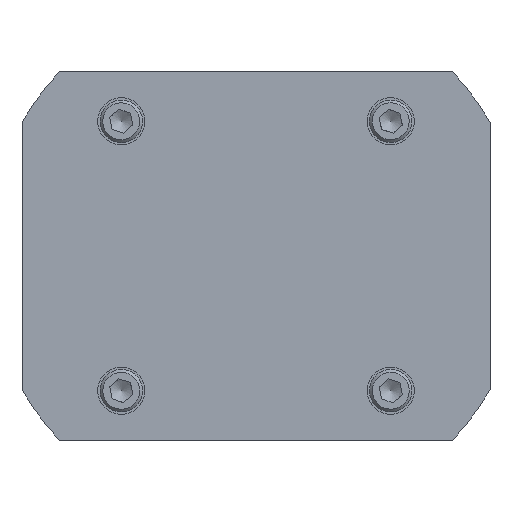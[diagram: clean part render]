
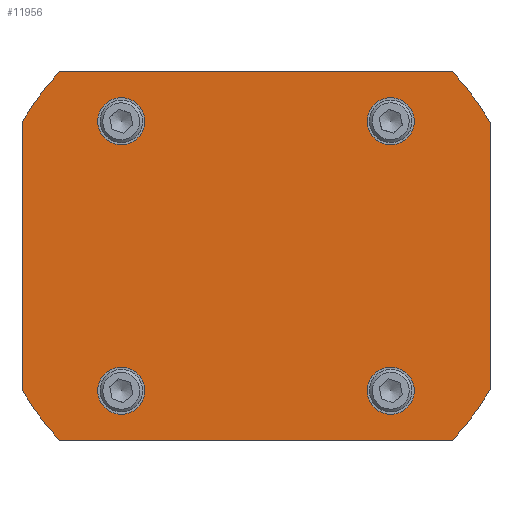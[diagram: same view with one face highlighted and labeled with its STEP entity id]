
A CAD part, front view. The second image highlights one B-rep face of the part: STEP entity #11956.
In plain terms, the highlighted planar face has unit normal (0, -1, 0).
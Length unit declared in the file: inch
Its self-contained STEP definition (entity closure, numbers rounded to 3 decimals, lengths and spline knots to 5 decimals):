
#11340=CARTESIAN_POINT('',(2.0625,0.0,1.17759));
#11341=VERTEX_POINT('',#11340);
#11350=CARTESIAN_POINT('',(2.0625,0.0,-1.17759));
#11351=VERTEX_POINT('',#11350);
#11352=CARTESIAN_POINT('',(2.0625,0.0,-1.17759));
#11353=DIRECTION('',(0.0,0.0,1.0));
#11354=VECTOR('',#11353,2.35518);
#11355=LINE('',#11352,#11354);
#11356=EDGE_CURVE('',#11351,#11341,#11355,.T.);
#11403=CARTESIAN_POINT('',(1.73205,0.0,-1.625));
#11404=VERTEX_POINT('',#11403);
#11413=CARTESIAN_POINT('',(-1.73205,0.0,-1.625));
#11414=VERTEX_POINT('',#11413);
#11415=CARTESIAN_POINT('',(-1.73205,0.0,-1.625));
#11416=DIRECTION('',(1.0,0.0,0.0));
#11417=VECTOR('',#11416,3.4641);
#11418=LINE('',#11415,#11417);
#11419=EDGE_CURVE('',#11414,#11404,#11418,.T.);
#11486=CARTESIAN_POINT('',(-2.0625,0.0,-1.17759));
#11487=VERTEX_POINT('',#11486);
#11496=CARTESIAN_POINT('',(-2.0625,0.0,1.17759));
#11497=VERTEX_POINT('',#11496);
#11498=CARTESIAN_POINT('',(-2.0625,0.0,1.17759));
#11499=DIRECTION('',(0.0,0.0,-1.0));
#11500=VECTOR('',#11499,2.35518);
#11501=LINE('',#11498,#11500);
#11502=EDGE_CURVE('',#11497,#11487,#11501,.T.);
#11579=CARTESIAN_POINT('',(-1.1875,0.0,0.98));
#11580=VERTEX_POINT('',#11579);
#11581=CARTESIAN_POINT('',(-1.1875,0.0,1.1875));
#11582=DIRECTION('',(0.0,1.0,0.0));
#11583=DIRECTION('',(0.0,0.0,-1.0));
#11584=AXIS2_PLACEMENT_3D('',#11581,#11582,#11583);
#11585=CIRCLE('',#11584,0.2075);
#11586=EDGE_CURVE('',#11580,#11580,#11585,.T.);
#11648=CARTESIAN_POINT('',(-0.98,0.0,-1.1875));
#11649=VERTEX_POINT('',#11648);
#11650=CARTESIAN_POINT('',(-1.1875,0.0,-1.1875));
#11651=DIRECTION('',(0.0,1.0,0.0));
#11652=DIRECTION('',(1.0,0.0,0.0));
#11653=AXIS2_PLACEMENT_3D('',#11650,#11651,#11652);
#11654=CIRCLE('',#11653,0.2075);
#11655=EDGE_CURVE('',#11649,#11649,#11654,.T.);
#11717=CARTESIAN_POINT('',(1.1875,0.0,-0.98));
#11718=VERTEX_POINT('',#11717);
#11719=CARTESIAN_POINT('',(1.1875,0.0,-1.1875));
#11720=DIRECTION('',(0.0,1.0,0.0));
#11721=DIRECTION('',(0.0,0.0,1.0));
#11722=AXIS2_PLACEMENT_3D('',#11719,#11720,#11721);
#11723=CIRCLE('',#11722,0.2075);
#11724=EDGE_CURVE('',#11718,#11718,#11723,.T.);
#11778=CARTESIAN_POINT('',(0.98,0.0,1.1875));
#11779=VERTEX_POINT('',#11778);
#11780=CARTESIAN_POINT('',(1.1875,0.0,1.1875));
#11781=DIRECTION('',(0.0,1.0,0.0));
#11782=DIRECTION('',(-1.0,0.0,0.0));
#11783=AXIS2_PLACEMENT_3D('',#11780,#11781,#11782);
#11784=CIRCLE('',#11783,0.2075);
#11785=EDGE_CURVE('',#11779,#11779,#11784,.T.);
#11798=CARTESIAN_POINT('',(1.73205,0.0,1.625));
#11799=VERTEX_POINT('',#11798);
#11808=CARTESIAN_POINT('',(0.0,0.0,0.0));
#11809=DIRECTION('',(0.0,-1.0,0.0));
#11810=DIRECTION('',(-0.729,0.0,-0.684));
#11811=AXIS2_PLACEMENT_3D('',#11808,#11809,#11810);
#11812=CIRCLE('',#11811,2.375);
#11813=EDGE_CURVE('',#11341,#11799,#11812,.T.);
#11831=CARTESIAN_POINT('',(-1.73205,0.0,1.625));
#11832=VERTEX_POINT('',#11831);
#11841=CARTESIAN_POINT('',(1.73205,0.0,1.625));
#11842=DIRECTION('',(-1.0,0.0,0.0));
#11843=VECTOR('',#11842,3.4641);
#11844=LINE('',#11841,#11843);
#11845=EDGE_CURVE('',#11799,#11832,#11844,.T.);
#11863=CARTESIAN_POINT('',(0.0,0.0,0.0));
#11864=DIRECTION('',(0.0,-1.,0.0));
#11865=DIRECTION('',(0.868,0.0,-0.496));
#11866=AXIS2_PLACEMENT_3D('',#11863,#11864,#11865);
#11867=CIRCLE('',#11866,2.375);
#11868=EDGE_CURVE('',#11832,#11497,#11867,.T.);
#11887=CARTESIAN_POINT('',(0.0,0.0,0.0));
#11888=DIRECTION('',(0.0,-1.0,0.0));
#11889=DIRECTION('',(0.729,0.0,0.684));
#11890=AXIS2_PLACEMENT_3D('',#11887,#11888,#11889);
#11891=CIRCLE('',#11890,2.375);
#11892=EDGE_CURVE('',#11487,#11414,#11891,.T.);
#11911=CARTESIAN_POINT('',(0.0,0.0,0.0));
#11912=DIRECTION('',(0.0,-1.0,0.0));
#11913=DIRECTION('',(-0.868,0.0,0.496));
#11914=AXIS2_PLACEMENT_3D('',#11911,#11912,#11913);
#11915=CIRCLE('',#11914,2.375);
#11916=EDGE_CURVE('',#11404,#11351,#11915,.T.);
#11929=CARTESIAN_POINT('',(0.,0.0,0.));
#11930=DIRECTION('',(0.0,1.0,0.0));
#11931=DIRECTION('',(0.0,0.0,-1.0));
#11932=AXIS2_PLACEMENT_3D('',#11929,#11930,#11931);
#11933=PLANE('',#11932);
#11934=ORIENTED_EDGE('',*,*,#11356,.T.);
#11935=ORIENTED_EDGE('',*,*,#11813,.T.);
#11936=ORIENTED_EDGE('',*,*,#11845,.T.);
#11937=ORIENTED_EDGE('',*,*,#11868,.T.);
#11938=ORIENTED_EDGE('',*,*,#11502,.T.);
#11939=ORIENTED_EDGE('',*,*,#11892,.T.);
#11940=ORIENTED_EDGE('',*,*,#11419,.T.);
#11941=ORIENTED_EDGE('',*,*,#11916,.T.);
#11942=EDGE_LOOP('',(#11934,#11935,#11936,#11937,#11938,#11939,#11940,#11941));
#11943=FACE_OUTER_BOUND('',#11942,.T.);
#11944=ORIENTED_EDGE('',*,*,#11586,.T.);
#11945=EDGE_LOOP('',(#11944));
#11946=FACE_BOUND('',#11945,.T.);
#11947=ORIENTED_EDGE('',*,*,#11655,.T.);
#11948=EDGE_LOOP('',(#11947));
#11949=FACE_BOUND('',#11948,.T.);
#11950=ORIENTED_EDGE('',*,*,#11724,.T.);
#11951=EDGE_LOOP('',(#11950));
#11952=FACE_BOUND('',#11951,.T.);
#11953=ORIENTED_EDGE('',*,*,#11785,.T.);
#11954=EDGE_LOOP('',(#11953));
#11955=FACE_BOUND('',#11954,.T.);
#11956=ADVANCED_FACE('',(#11943,#11946,#11949,#11952,#11955),#11933,.F.);
